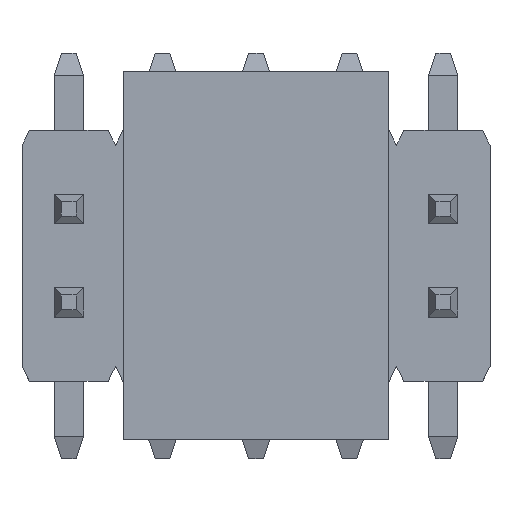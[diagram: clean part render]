
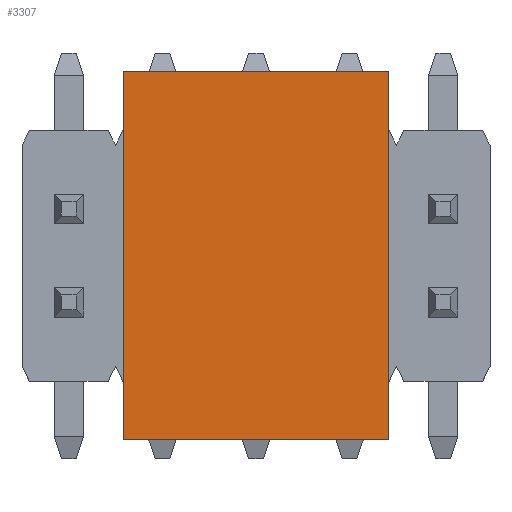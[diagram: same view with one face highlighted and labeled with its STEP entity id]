
A CAD part, top view. The second image highlights one B-rep face of the part: STEP entity #3307.
In plain terms, the highlighted planar face has unit normal (0, 0, 1).
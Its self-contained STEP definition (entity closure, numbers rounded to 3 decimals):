
#946=ORIENTED_EDGE('',*,*,#1486,.T.);
#947=ORIENTED_EDGE('',*,*,#1365,.F.);
#948=ORIENTED_EDGE('',*,*,#1487,.F.);
#949=ORIENTED_EDGE('',*,*,#1484,.T.);
#1365=EDGE_CURVE('',#1707,#1704,#2115,.T.);
#1484=EDGE_CURVE('',#1787,#1786,#2202,.T.);
#1486=EDGE_CURVE('',#1786,#1704,#2204,.T.);
#1487=EDGE_CURVE('',#1787,#1707,#2205,.T.);
#1704=VERTEX_POINT('',#5083);
#1707=VERTEX_POINT('',#5088);
#1786=VERTEX_POINT('',#5326);
#1787=VERTEX_POINT('',#5328);
#2115=LINE('',#5089,#2533);
#2202=LINE('',#5327,#2620);
#2204=LINE('',#5331,#2622);
#2205=LINE('',#5332,#2623);
#2533=VECTOR('',#4162,1000.);
#2620=VECTOR('',#4393,1000.);
#2622=VECTOR('',#4397,1000.);
#2623=VECTOR('',#4398,1000.);
#2809=EDGE_LOOP('',(#946,#947,#948,#949));
#2997=FACE_BOUND('',#2809,.T.);
#3143=PLANE('',#3557);
#3307=ADVANCED_FACE('',(#2997),#3143,.F.);
#3557=AXIS2_PLACEMENT_3D('',#5330,#4395,#4396);
#4162=DIRECTION('',(0.,1.,0.));
#4393=DIRECTION('',(0.,1.,0.));
#4395=DIRECTION('',(0.,0.,-1.));
#4396=DIRECTION('',(-1.,0.,0.));
#4397=DIRECTION('',(-1.,0.,0.));
#4398=DIRECTION('',(-1.,0.,0.));
#5083=CARTESIAN_POINT('',(-2.5,1.8,2.027));
#5088=CARTESIAN_POINT('',(-2.5,-1.8,2.027));
#5089=CARTESIAN_POINT('',(-2.5,-1.8,2.027));
#5326=CARTESIAN_POINT('',(2.5,1.8,2.027));
#5327=CARTESIAN_POINT('',(2.5,-1.8,2.027));
#5328=CARTESIAN_POINT('',(2.5,-1.8,2.027));
#5330=CARTESIAN_POINT('',(2.5,-1.8,2.027));
#5331=CARTESIAN_POINT('',(2.5,1.8,2.027));
#5332=CARTESIAN_POINT('',(2.5,-1.8,2.027));
